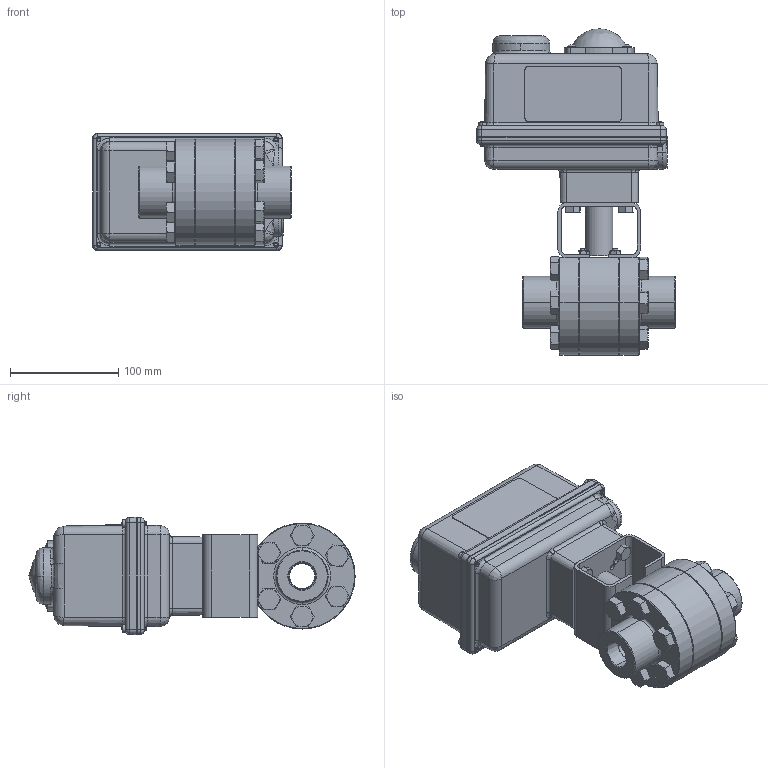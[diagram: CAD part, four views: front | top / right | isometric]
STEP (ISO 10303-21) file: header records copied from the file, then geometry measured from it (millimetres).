
FILE_DESCRIPTION (( 'STEP AP203' ), '1' );
FILE_NAME ('10000F-075-PT_ER-3.STEP', '2017-10-30T15:01:07', ( '' ), ( '' ), 'SwSTEP 2.0', 'SolidWorks 2014', '' );
FILE_SCHEMA (( 'CONFIG_CONTROL_DESIGN' ));
Length unit declared in the file: inch
Products named in the file (1): 10000F-075-PT_ER-3
Bounding box: 183.59 x 301.13 x 108.29 mm (x, y, z)
Surface area: 208722.3 mm2 (no closed solid volume)
Topology: 0 solids, 44 shells, 789 faces, 2533 edges, 1763 vertices
Faces by surface type: plane 308, cylinder 201, cone 189, bspline 87, torus 4
Entity records: 45832 total; most frequent: CARTESIAN_POINT 25608, ORIENTED_EDGE 4186, DIRECTION 3621, EDGE_CURVE 2525, VERTEX_POINT 1763, AXIS2_PLACEMENT_3D 1349, VECTOR 923, LINE 923
